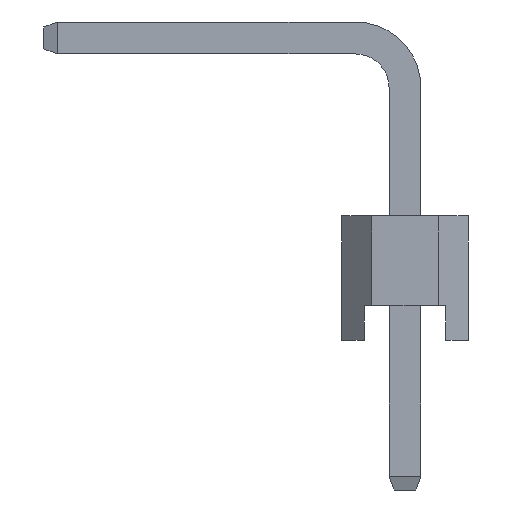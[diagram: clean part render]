
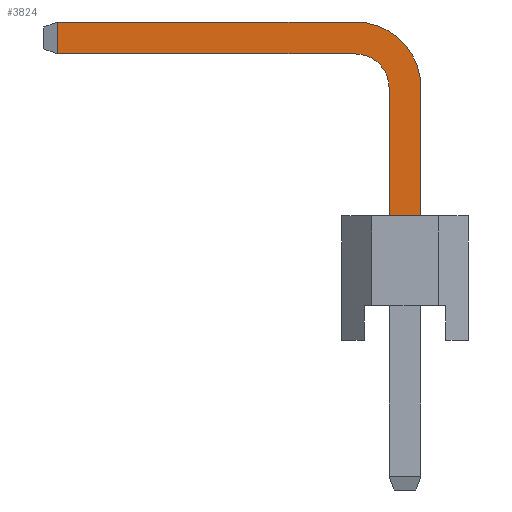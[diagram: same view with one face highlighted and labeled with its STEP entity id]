
A CAD part, left-side view. The second image highlights one B-rep face of the part: STEP entity #3824.
In plain terms, the highlighted planar face has unit normal (-1, 0, 0).
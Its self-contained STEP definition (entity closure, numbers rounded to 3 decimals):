
#3824=ADVANCED_FACE('',(#11782),#11784,.T.);
#11782=FACE_BOUND('',#11783,.T.);
#11783=EDGE_LOOP('',(#18345,#18346,#18347,#18348,#18349,#18350,#18351,#18352));
#11784=PLANE('',#11785);
#11785=AXIS2_PLACEMENT_3D('',#11786,#11787,#11788);
#11786=CARTESIAN_POINT('',(-0.32,0.32,-3.));
#11787=DIRECTION('',(-1.,0.,0.));
#11788=DIRECTION('',(0.,-1.,0.));
#18345=ORIENTED_EDGE('',*,*,#22322,.F.);
#18346=ORIENTED_EDGE('',*,*,#22323,.F.);
#18347=ORIENTED_EDGE('',*,*,#22324,.F.);
#18348=ORIENTED_EDGE('',*,*,#22311,.F.);
#18349=ORIENTED_EDGE('',*,*,#20830,.T.);
#18350=ORIENTED_EDGE('',*,*,#22321,.T.);
#18351=ORIENTED_EDGE('',*,*,#22325,.T.);
#18352=ORIENTED_EDGE('',*,*,#22326,.T.);
#20830=EDGE_CURVE('',#23592,#23596,#23598,.T.);
#22311=EDGE_CURVE('',#23592,#26085,#26086,.T.);
#22321=EDGE_CURVE('',#23596,#26101,#26103,.T.);
#22322=EDGE_CURVE('',#26104,#26105,#26106,.T.);
#22323=EDGE_CURVE('',#26107,#26104,#26108,.T.);
#22324=EDGE_CURVE('',#26085,#26107,#26109,.T.);
#22325=EDGE_CURVE('',#26101,#26110,#26111,.T.);
#22326=EDGE_CURVE('',#26110,#26105,#26112,.T.);
#23592=VERTEX_POINT('',#28218);
#23596=VERTEX_POINT('',#28226);
#23598=LINE('',#28230,#28231);
#26085=VERTEX_POINT('',#33795);
#26086=LINE('',#33796,#33797);
#26101=VERTEX_POINT('',#33831);
#26103=LINE('',#33835,#33836);
#26104=VERTEX_POINT('',#33838);
#26105=VERTEX_POINT('',#33839);
#26106=LINE('',#33840,#33841);
#26107=VERTEX_POINT('',#33843);
#26108=LINE('',#33844,#33845);
#26109=CIRCLE('',#33847,0.68);
#26110=VERTEX_POINT('',#33851);
#26111=CIRCLE('',#33852,1.32);
#26112=LINE('',#33856,#33857);
#28218=CARTESIAN_POINT('',(-0.32,0.32,2.5));
#28226=CARTESIAN_POINT('',(-0.32,-0.32,2.5));
#28230=CARTESIAN_POINT('',(-0.32,0.32,2.5));
#28231=VECTOR('',#28232,1.);
#28232=DIRECTION('',(0.,-1.,0.));
#33795=CARTESIAN_POINT('',(-0.32,0.32,5.07));
#33796=CARTESIAN_POINT('',(-0.32,0.32,2.5));
#33797=VECTOR('',#33798,1.);
#33798=DIRECTION('',(0.,0.,1.));
#33831=CARTESIAN_POINT('',(-0.32,-0.32,5.07));
#33835=CARTESIAN_POINT('',(-0.32,-0.32,2.5));
#33836=VECTOR('',#33837,1.);
#33837=DIRECTION('',(0.,0.,1.));
#33838=CARTESIAN_POINT('',(-0.32,6.975,5.75));
#33839=CARTESIAN_POINT('',(-0.32,6.975,6.39));
#33840=CARTESIAN_POINT('',(-0.32,6.975,5.75));
#33841=VECTOR('',#33842,1.);
#33842=DIRECTION('',(0.,0.,1.));
#33843=CARTESIAN_POINT('',(-0.32,1.,5.75));
#33844=CARTESIAN_POINT('',(-0.32,1.,5.75));
#33845=VECTOR('',#33846,1.);
#33846=DIRECTION('',(0.,1.,0.));
#33847=AXIS2_PLACEMENT_3D('',#33848,#33849,#33850);
#33848=CARTESIAN_POINT('',(-0.32,1.,5.07));
#33849=DIRECTION('',(-1.,-0.,0.));
#33850=DIRECTION('',(0.,-1.,0.));
#33851=CARTESIAN_POINT('',(-0.32,1.,6.39));
#33852=AXIS2_PLACEMENT_3D('',#33853,#33854,#33855);
#33853=CARTESIAN_POINT('',(-0.32,1.,5.07));
#33854=DIRECTION('',(-1.,-0.,0.));
#33855=DIRECTION('',(0.,-1.,0.));
#33856=CARTESIAN_POINT('',(-0.32,1.,6.39));
#33857=VECTOR('',#33858,1.);
#33858=DIRECTION('',(0.,1.,0.));
